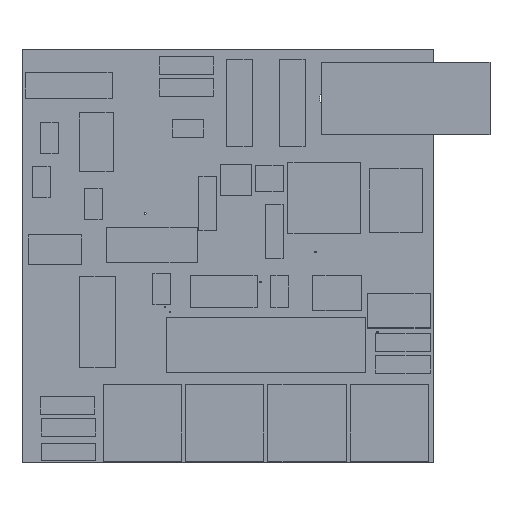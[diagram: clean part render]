
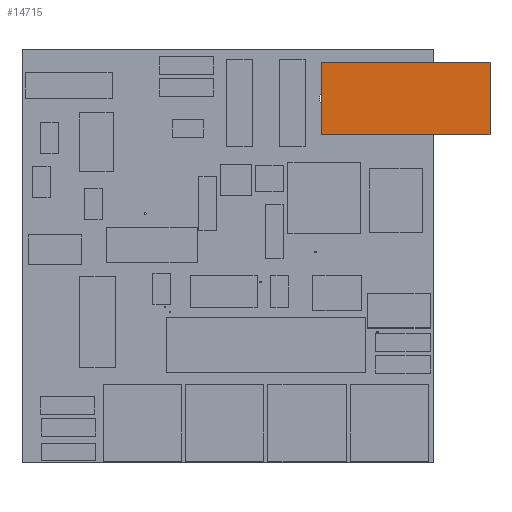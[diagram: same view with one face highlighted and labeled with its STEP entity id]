
A CAD part, top view. The second image highlights one B-rep face of the part: STEP entity #14715.
In plain terms, the highlighted planar face has unit normal (0, 0, 1).
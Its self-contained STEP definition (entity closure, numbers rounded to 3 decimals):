
#19 = DIRECTION ( 'NONE',  ( -1., 0., 0. ) ) ;
#99 = CARTESIAN_POINT ( 'NONE',  ( 85.377, -26.903, 10.391 ) ) ;
#717 = EDGE_CURVE ( 'NONE', #14884, #15826, #8441, .T. ) ;
#737 = VECTOR ( 'NONE', #5420, 1000. ) ;
#824 = VERTEX_POINT ( 'NONE', #14432 ) ;
#3437 = DIRECTION ( 'NONE',  ( 1., 0., 0. ) ) ;
#3549 = CARTESIAN_POINT ( 'NONE',  ( 54.683, -40.097, 10.391 ) ) ;
#4032 = LINE ( 'NONE', #99, #5222 ) ;
#4487 = ORIENTED_EDGE ( 'NONE', *, *, #4973, .T. ) ;
#4973 = EDGE_CURVE ( 'NONE', #15826, #16869, #4032, .T. ) ;
#5222 = VECTOR ( 'NONE', #19, 1000. ) ;
#5420 = DIRECTION ( 'NONE',  ( 0., -1., 0. ) ) ;
#6042 = AXIS2_PLACEMENT_3D ( 'NONE', #7651, #10311, #3437 ) ;
#7619 = VECTOR ( 'NONE', #15150, 1000. ) ;
#7651 = CARTESIAN_POINT ( 'NONE',  ( 0., 0., 10.391 ) ) ;
#8441 = LINE ( 'NONE', #11043, #7619 ) ;
#9587 = CARTESIAN_POINT ( 'NONE',  ( 85.377, -40.097, 10.391 ) ) ;
#9938 = ORIENTED_EDGE ( 'NONE', *, *, #717, .T. ) ;
#10311 = DIRECTION ( 'NONE',  ( 0., 0., 1. ) ) ;
#10314 = CARTESIAN_POINT ( 'NONE',  ( 85.377, -26.903, 10.391 ) ) ;
#10512 = EDGE_CURVE ( 'NONE', #824, #14884, #11957, .T. ) ;
#11043 = CARTESIAN_POINT ( 'NONE',  ( 85.377, -40.097, 10.391 ) ) ;
#11245 = ORIENTED_EDGE ( 'NONE', *, *, #10512, .T. ) ;
#11745 = PLANE ( 'NONE',  #6042 ) ;
#11957 = LINE ( 'NONE', #3549, #13894 ) ;
#11999 = EDGE_CURVE ( 'NONE', #16869, #824, #14998, .T. ) ;
#12386 = CARTESIAN_POINT ( 'NONE',  ( 54.683, -26.903, 10.391 ) ) ;
#13096 = FACE_OUTER_BOUND ( 'NONE', #14963, .T. ) ;
#13894 = VECTOR ( 'NONE', #17318, 1000. ) ;
#14432 = CARTESIAN_POINT ( 'NONE',  ( 54.683, -40.097, 10.391 ) ) ;
#14660 = ORIENTED_EDGE ( 'NONE', *, *, #11999, .T. ) ;
#14715 = ADVANCED_FACE ( 'NONE', ( #13096 ), #11745, .T. ) ;
#14884 = VERTEX_POINT ( 'NONE', #9587 ) ;
#14963 = EDGE_LOOP ( 'NONE', ( #9938, #4487, #14660, #11245 ) ) ;
#14998 = LINE ( 'NONE', #12386, #737 ) ;
#15150 = DIRECTION ( 'NONE',  ( 0., 1., 0. ) ) ;
#15826 = VERTEX_POINT ( 'NONE', #10314 ) ;
#16786 = CARTESIAN_POINT ( 'NONE',  ( 54.683, -26.903, 10.391 ) ) ;
#16869 = VERTEX_POINT ( 'NONE', #16786 ) ;
#17318 = DIRECTION ( 'NONE',  ( 1., 0., 0. ) ) ;
